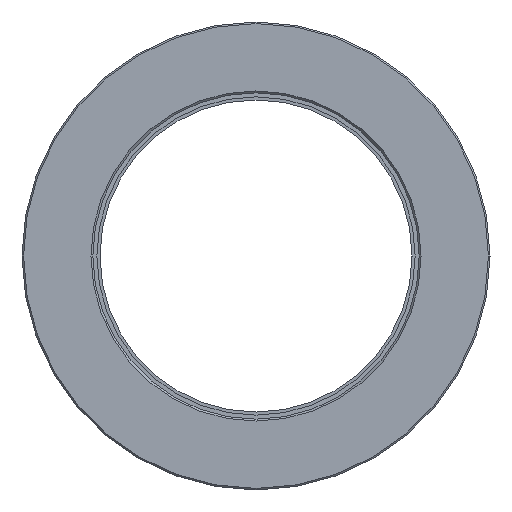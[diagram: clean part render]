
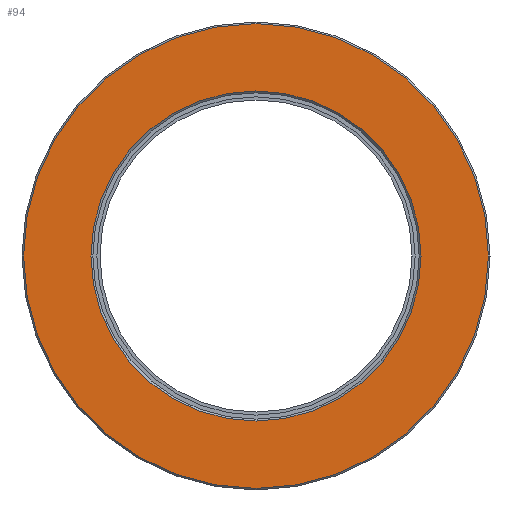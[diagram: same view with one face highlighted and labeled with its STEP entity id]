
A CAD part, left-side view. The second image highlights one B-rep face of the part: STEP entity #94.
In plain terms, the highlighted face is planar.
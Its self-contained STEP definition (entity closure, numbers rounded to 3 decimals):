
#17 = CARTESIAN_POINT ( 'NONE',  ( -26.15, 0., 0. ) ) ;
#34 = DIRECTION ( 'NONE',  ( 1., 0., 0. ) ) ;
#68 = DIRECTION ( 'NONE',  ( 1., 0., 0. ) ) ;
#94 = ADVANCED_FACE ( 'NONE', ( #449, #402 ), #929, .T. ) ;
#129 = AXIS2_PLACEMENT_3D ( 'NONE', #17, #613, #34 ) ;
#145 = CIRCLE ( 'NONE', #811, 26.45 ) ;
#281 = DIRECTION ( 'NONE',  ( 0., -1., 0. ) ) ;
#290 = CARTESIAN_POINT ( 'NONE',  ( 0., 0., 0. ) ) ;
#301 = DIRECTION ( 'NONE',  ( 0., 1., 0. ) ) ;
#367 = CARTESIAN_POINT ( 'NONE',  ( 37.25, 0., 0. ) ) ;
#383 = ORIENTED_EDGE ( 'NONE', *, *, #799, .T. ) ;
#402 = FACE_OUTER_BOUND ( 'NONE', #438, .T. ) ;
#438 = EDGE_LOOP ( 'NONE', ( #739, #383 ) ) ;
#449 = FACE_BOUND ( 'NONE', #839, .T. ) ;
#463 = DIRECTION ( 'NONE',  ( 1., 0., 0. ) ) ;
#492 = DIRECTION ( 'NONE',  ( 1., 0., 0. ) ) ;
#514 = DIRECTION ( 'NONE',  ( 1., 0., 0. ) ) ;
#534 = AXIS2_PLACEMENT_3D ( 'NONE', #787, #281, #492 ) ;
#553 = AXIS2_PLACEMENT_3D ( 'NONE', #966, #1100, #68 ) ;
#570 = AXIS2_PLACEMENT_3D ( 'NONE', #597, #988, #463 ) ;
#597 = CARTESIAN_POINT ( 'NONE',  ( 0., 0., 0. ) ) ;
#613 = DIRECTION ( 'NONE',  ( 0., -1., 0. ) ) ;
#635 = VERTEX_POINT ( 'NONE', #367 ) ;
#739 = ORIENTED_EDGE ( 'NONE', *, *, #1094, .T. ) ;
#779 = ORIENTED_EDGE ( 'NONE', *, *, #958, .T. ) ;
#783 = VERTEX_POINT ( 'NONE', #1015 ) ;
#787 = CARTESIAN_POINT ( 'NONE',  ( 0., 0., 0. ) ) ;
#799 = EDGE_CURVE ( 'NONE', #635, #1178, #807, .T. ) ;
#807 = CIRCLE ( 'NONE', #570, 37.25 ) ;
#811 = AXIS2_PLACEMENT_3D ( 'NONE', #290, #301, #514 ) ;
#814 = ORIENTED_EDGE ( 'NONE', *, *, #1061, .T. ) ;
#815 = CARTESIAN_POINT ( 'NONE',  ( -37.25, 0., 0. ) ) ;
#839 = EDGE_LOOP ( 'NONE', ( #814, #779 ) ) ;
#878 = CARTESIAN_POINT ( 'NONE',  ( 26.45, 0., 0. ) ) ;
#929 = PLANE ( 'NONE',  #129 ) ;
#934 = VERTEX_POINT ( 'NONE', #878 ) ;
#958 = EDGE_CURVE ( 'NONE', #783, #934, #1212, .T. ) ;
#966 = CARTESIAN_POINT ( 'NONE',  ( 0., 0., 0. ) ) ;
#988 = DIRECTION ( 'NONE',  ( 0., -1., 0. ) ) ;
#1015 = CARTESIAN_POINT ( 'NONE',  ( -26.45, 0., 0. ) ) ;
#1043 = CIRCLE ( 'NONE', #534, 37.25 ) ;
#1061 = EDGE_CURVE ( 'NONE', #934, #783, #145, .T. ) ;
#1094 = EDGE_CURVE ( 'NONE', #1178, #635, #1043, .T. ) ;
#1100 = DIRECTION ( 'NONE',  ( 0., 1., 0. ) ) ;
#1178 = VERTEX_POINT ( 'NONE', #815 ) ;
#1212 = CIRCLE ( 'NONE', #553, 26.45 ) ;
